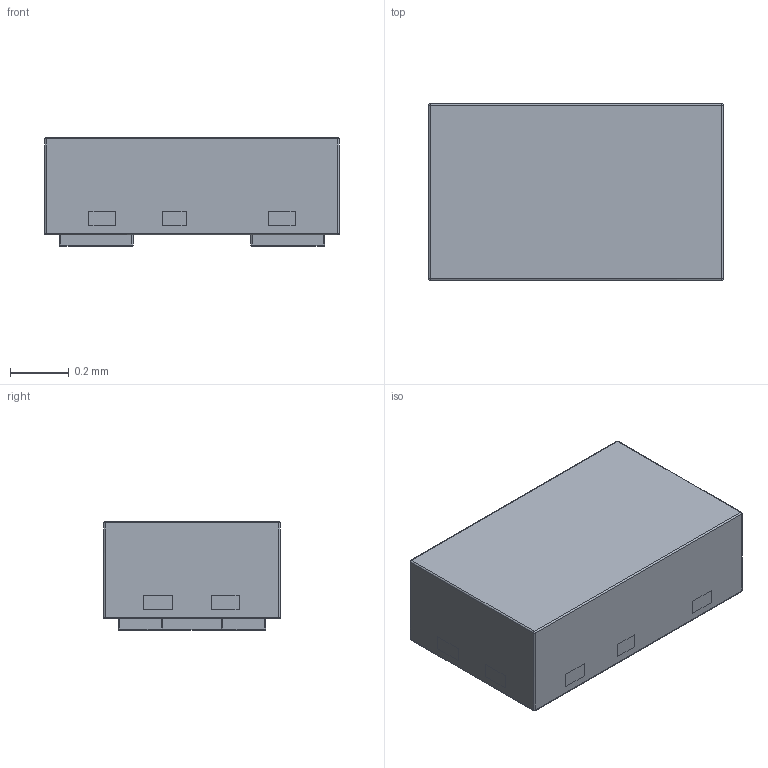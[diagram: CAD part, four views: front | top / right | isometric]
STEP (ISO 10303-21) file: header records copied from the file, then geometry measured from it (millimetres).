
FILE_DESCRIPTION(/* description */ (''),/* implementation_level */ '2;1');
FILE_NAME(/* name */ 'sot883b',/* time_stamp */ '2013-06-03T20:01:03+02:00',/* author */ (''),/* organization */ (''),/* preprocessor_version */ 'ST-DEVELOPER v14',/* originating_system */ '',/* authorisation */ '');
FILE_SCHEMA (('AUTOMOTIVE_DESIGN'));
Length unit declared in the file: millimetre
Products named in the file (1): Document
Bounding box: 1 x 0.6 x 0.37 mm (x, y, z)
Volume: 0.2 mm3; surface area: 4.7 mm2
Topology: 9 solids, 9 shells, 190 faces, 396 edges, 212 vertices
Faces by surface type: plane 134, bspline 56
Entity records: 9786 total; most frequent: CARTESIAN_POINT 4176, B_SPLINE_CURVE_WITH_KNOTS 1116, ORIENTED_EDGE 792, PCURVE 792, DEFINITIONAL_REPRESENTATION 792, SURFACE_CURVE 396, EDGE_CURVE 396, VERTEX_POINT 212
